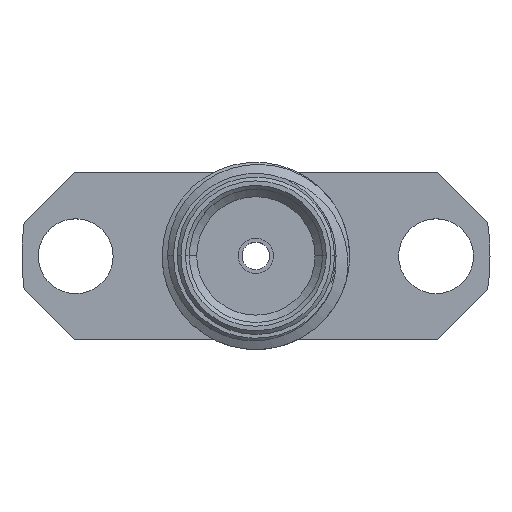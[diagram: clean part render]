
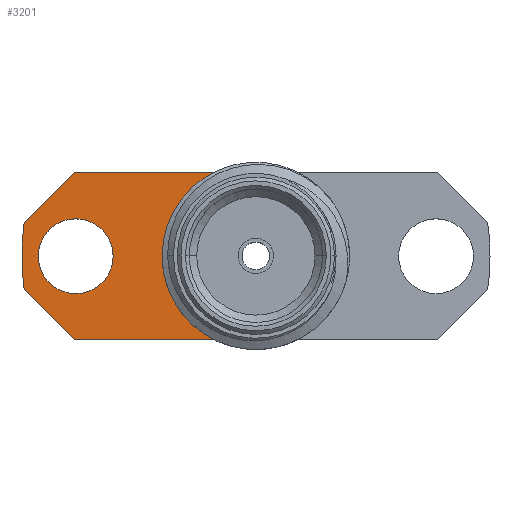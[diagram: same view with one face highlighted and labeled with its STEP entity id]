
A CAD part, top view. The second image highlights one B-rep face of the part: STEP entity #3201.
In plain terms, the highlighted planar face has unit normal (0, 0, 1).
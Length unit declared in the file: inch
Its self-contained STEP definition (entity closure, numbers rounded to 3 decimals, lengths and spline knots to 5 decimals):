
#35 = EDGE_LOOP ( 'NONE', ( #1957, #1404, #1164, #1301, #1222, #1903, #668 ) ) ;
#104 = ORIENTED_EDGE ( 'NONE', *, *, #1827, .F. ) ;
#109 = CARTESIAN_POINT ( 'NONE',  ( 0., 0., 0.0325 ) ) ;
#112 = AXIS2_PLACEMENT_3D ( 'NONE', #2550, #3113, #1705 ) ;
#184 = CARTESIAN_POINT ( 'NONE',  ( -0.3125, 0.0415, 0.0325 ) ) ;
#194 = CARTESIAN_POINT ( 'NONE',  ( -0.02816, 0.1115, 0.0325 ) ) ;
#304 = VERTEX_POINT ( 'NONE', #194 ) ;
#311 = EDGE_CURVE ( 'NONE', #304, #3034, #2477, .T. ) ;
#355 = CIRCLE ( 'NONE', #2339, 0.05 ) ;
#364 = CARTESIAN_POINT ( 'NONE',  ( -0.3125, 0.1115, 0.0325 ) ) ;
#386 = VERTEX_POINT ( 'NONE', #2539 ) ;
#394 = DIRECTION ( 'NONE',  ( 1., 0., 0. ) ) ;
#496 = VECTOR ( 'NONE', #2685, 39.37008 ) ;
#502 = DIRECTION ( 'NONE',  ( 1., 0., 0. ) ) ;
#513 = CARTESIAN_POINT ( 'NONE',  ( 0., 0., 0.0325 ) ) ;
#620 = VERTEX_POINT ( 'NONE', #2899 ) ;
#638 = DIRECTION ( 'NONE',  ( -1., 0., 0. ) ) ;
#661 = DIRECTION ( 'NONE',  ( 0., 0., 1. ) ) ;
#668 = ORIENTED_EDGE ( 'NONE', *, *, #1724, .T. ) ;
#729 = EDGE_CURVE ( 'NONE', #1316, #386, #1151, .T. ) ;
#755 = CARTESIAN_POINT ( 'NONE',  ( 0., 0., 0.0325 ) ) ;
#814 = EDGE_CURVE ( 'NONE', #3527, #2640, #355, .T. ) ;
#844 = EDGE_LOOP ( 'NONE', ( #2282, #104 ) ) ;
#901 = LINE ( 'NONE', #2358, #1318 ) ;
#967 = DIRECTION ( 'NONE',  ( 0., 0., 1. ) ) ;
#1056 = DIRECTION ( 'NONE',  ( 0., 0., -1. ) ) ;
#1151 = CIRCLE ( 'NONE', #1472, 0.115 ) ;
#1164 = ORIENTED_EDGE ( 'NONE', *, *, #3045, .T. ) ;
#1170 = FACE_BOUND ( 'NONE', #844, .T. ) ;
#1222 = ORIENTED_EDGE ( 'NONE', *, *, #1409, .T. ) ;
#1234 = DIRECTION ( 'NONE',  ( 0.707, -0.707, 0. ) ) ;
#1256 = DIRECTION ( 'NONE',  ( 0., 0., -1. ) ) ;
#1259 = FACE_OUTER_BOUND ( 'NONE', #35, .T. ) ;
#1301 = ORIENTED_EDGE ( 'NONE', *, *, #311, .T. ) ;
#1316 = VERTEX_POINT ( 'NONE', #2043 ) ;
#1318 = VECTOR ( 'NONE', #1234, 39.37008 ) ;
#1320 = CARTESIAN_POINT ( 'NONE',  ( -0.30928, 0.04472, 0.0325 ) ) ;
#1404 = ORIENTED_EDGE ( 'NONE', *, *, #729, .T. ) ;
#1409 = EDGE_CURVE ( 'NONE', #3034, #3328, #3058, .T. ) ;
#1472 = AXIS2_PLACEMENT_3D ( 'NONE', #109, #1256, #638 ) ;
#1554 = CARTESIAN_POINT ( 'NONE',  ( -0.2405, 0., 0.0325 ) ) ;
#1705 = DIRECTION ( 'NONE',  ( -1., 0., 0. ) ) ;
#1717 = EDGE_CURVE ( 'NONE', #620, #1316, #3282, .T. ) ;
#1724 = EDGE_CURVE ( 'NONE', #2260, #620, #901, .T. ) ;
#1774 = CARTESIAN_POINT ( 'NONE',  ( -0.2905, 0., 0.0325 ) ) ;
#1827 = EDGE_CURVE ( 'NONE', #2640, #3527, #3704, .T. ) ;
#1858 = AXIS2_PLACEMENT_3D ( 'NONE', #513, #3655, #502 ) ;
#1903 = ORIENTED_EDGE ( 'NONE', *, *, #3345, .T. ) ;
#1929 = PLANE ( 'NONE',  #2042 ) ;
#1957 = ORIENTED_EDGE ( 'NONE', *, *, #1717, .T. ) ;
#2034 = CARTESIAN_POINT ( 'NONE',  ( -0.3125, -0.1115, 0.0325 ) ) ;
#2042 = AXIS2_PLACEMENT_3D ( 'NONE', #755, #1056, #2217 ) ;
#2043 = CARTESIAN_POINT ( 'NONE',  ( -0.02816, -0.1115, 0.0325 ) ) ;
#2048 = DIRECTION ( 'NONE',  ( 1., 0., 0. ) ) ;
#2217 = DIRECTION ( 'NONE',  ( -1., 0., 0. ) ) ;
#2260 = VERTEX_POINT ( 'NONE', #2792 ) ;
#2282 = ORIENTED_EDGE ( 'NONE', *, *, #814, .F. ) ;
#2293 = VECTOR ( 'NONE', #2048, 39.37008 ) ;
#2327 = CIRCLE ( 'NONE', #112, 0.115 ) ;
#2339 = AXIS2_PLACEMENT_3D ( 'NONE', #2388, #661, #2359 ) ;
#2358 = CARTESIAN_POINT ( 'NONE',  ( -0.2425, -0.1115, 0.0325 ) ) ;
#2359 = DIRECTION ( 'NONE',  ( 1., 0., 0. ) ) ;
#2388 = CARTESIAN_POINT ( 'NONE',  ( -0.2405, 0., 0.0325 ) ) ;
#2477 = LINE ( 'NONE', #364, #496 ) ;
#2528 = CARTESIAN_POINT ( 'NONE',  ( -0.2425, 0.1115, 0.0325 ) ) ;
#2539 = CARTESIAN_POINT ( 'NONE',  ( -0.115, 0., 0.0325 ) ) ;
#2550 = CARTESIAN_POINT ( 'NONE',  ( 0., 0., 0.0325 ) ) ;
#2640 = VERTEX_POINT ( 'NONE', #1774 ) ;
#2685 = DIRECTION ( 'NONE',  ( -1., 0., 0. ) ) ;
#2792 = CARTESIAN_POINT ( 'NONE',  ( -0.30928, -0.04472, 0.0325 ) ) ;
#2862 = CARTESIAN_POINT ( 'NONE',  ( -0.1905, 0., 0.0325 ) ) ;
#2899 = CARTESIAN_POINT ( 'NONE',  ( -0.2425, -0.1115, 0.0325 ) ) ;
#3034 = VERTEX_POINT ( 'NONE', #2528 ) ;
#3045 = EDGE_CURVE ( 'NONE', #386, #304, #2327, .T. ) ;
#3058 = LINE ( 'NONE', #184, #3551 ) ;
#3113 = DIRECTION ( 'NONE',  ( 0., 0., -1. ) ) ;
#3201 = ADVANCED_FACE ( 'NONE', ( #1170, #1259 ), #1929, .F. ) ;
#3282 = LINE ( 'NONE', #2034, #2293 ) ;
#3320 = CIRCLE ( 'NONE', #1858, 0.3125 ) ;
#3328 = VERTEX_POINT ( 'NONE', #1320 ) ;
#3345 = EDGE_CURVE ( 'NONE', #3328, #2260, #3320, .T. ) ;
#3527 = VERTEX_POINT ( 'NONE', #2862 ) ;
#3542 = AXIS2_PLACEMENT_3D ( 'NONE', #1554, #967, #394 ) ;
#3551 = VECTOR ( 'NONE', #3666, 39.37008 ) ;
#3655 = DIRECTION ( 'NONE',  ( 0., 0., 1. ) ) ;
#3666 = DIRECTION ( 'NONE',  ( -0.707, -0.707, 0. ) ) ;
#3704 = CIRCLE ( 'NONE', #3542, 0.05 ) ;
